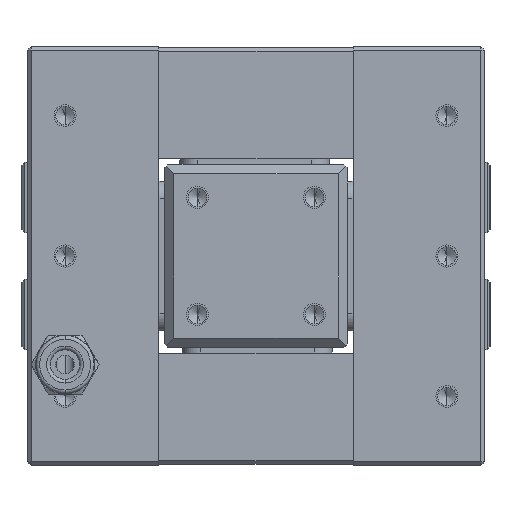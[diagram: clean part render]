
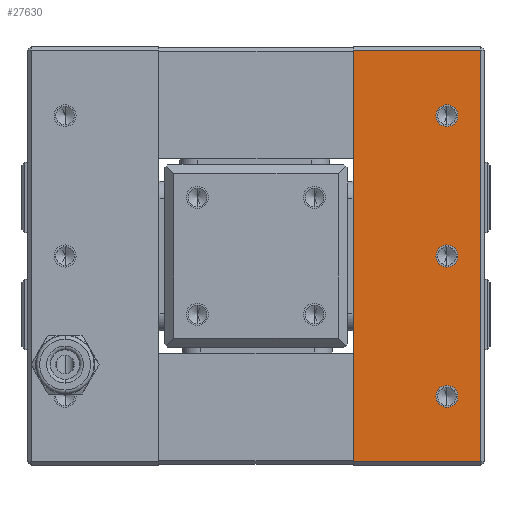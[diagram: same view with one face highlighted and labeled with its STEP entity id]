
A CAD part, left-side view. The second image highlights one B-rep face of the part: STEP entity #27630.
In plain terms, the highlighted face is planar.
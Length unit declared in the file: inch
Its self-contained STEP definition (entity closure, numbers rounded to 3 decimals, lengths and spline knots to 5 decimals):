
#229 = CARTESIAN_POINT ( 'NONE',  ( 1., 0., -1.1 ) ) ;
#293 = EDGE_CURVE ( 'NONE', #9277, #27894, #30120, .T. ) ;
#1244 = VECTOR ( 'NONE', #7995, 39.37008 ) ;
#2970 = ORIENTED_EDGE ( 'NONE', *, *, #28037, .F. ) ;
#3142 = EDGE_LOOP ( 'NONE', ( #10575, #17263, #19430, #4767 ) ) ;
#3375 = VERTEX_POINT ( 'NONE', #8877 ) ;
#3598 = AXIS2_PLACEMENT_3D ( 'NONE', #17219, #14769, #32645 ) ;
#3661 = CARTESIAN_POINT ( 'NONE',  ( 1., 0.73, -1.1 ) ) ;
#4159 = DIRECTION ( 'NONE',  ( 1., 0., 0. ) ) ;
#4500 = DIRECTION ( 'NONE',  ( 1., 0., 0. ) ) ;
#4544 = ORIENTED_EDGE ( 'NONE', *, *, #21281, .F. ) ;
#4767 = ORIENTED_EDGE ( 'NONE', *, *, #30886, .T. ) ;
#5291 = CARTESIAN_POINT ( 'NONE',  ( 1., 0.5, 0.05906 ) ) ;
#5529 = EDGE_LOOP ( 'NONE', ( #25306, #18786 ) ) ;
#6206 = CARTESIAN_POINT ( 'NONE',  ( 1., 0.5, -0.75 ) ) ;
#6264 = VERTEX_POINT ( 'NONE', #9718 ) ;
#6681 = CIRCLE ( 'NONE', #8614, 0.05906 ) ;
#6725 = AXIS2_PLACEMENT_3D ( 'NONE', #29934, #14614, #32481 ) ;
#7516 = AXIS2_PLACEMENT_3D ( 'NONE', #10254, #28077, #12792 ) ;
#7804 = EDGE_CURVE ( 'NONE', #6264, #3375, #6681, .T. ) ;
#7995 = DIRECTION ( 'NONE',  ( 0., 0., -1. ) ) ;
#8034 = LINE ( 'NONE', #17913, #1244 ) ;
#8614 = AXIS2_PLACEMENT_3D ( 'NONE', #19426, #4159, #21986 ) ;
#8756 = DIRECTION ( 'NONE',  ( 0., 0., -1. ) ) ;
#8877 = CARTESIAN_POINT ( 'NONE',  ( 1., 0.5, 0.69094 ) ) ;
#9277 = VERTEX_POINT ( 'NONE', #28365 ) ;
#9355 = FACE_OUTER_BOUND ( 'NONE', #3142, .T. ) ;
#9604 = CARTESIAN_POINT ( 'NONE',  ( 1., 0.5, -0.05906 ) ) ;
#9664 = VERTEX_POINT ( 'NONE', #9604 ) ;
#9718 = CARTESIAN_POINT ( 'NONE',  ( 1., 0.5, 0.80906 ) ) ;
#9737 = VECTOR ( 'NONE', #13709, 39.37008 ) ;
#9828 = VERTEX_POINT ( 'NONE', #27758 ) ;
#10254 = CARTESIAN_POINT ( 'NONE',  ( 1., 0.5, 0. ) ) ;
#10575 = ORIENTED_EDGE ( 'NONE', *, *, #293, .T. ) ;
#12792 = DIRECTION ( 'NONE',  ( 0., 0., -1. ) ) ;
#12952 = EDGE_CURVE ( 'NONE', #17354, #21506, #8034, .T. ) ;
#12993 = LINE ( 'NONE', #3661, #26586 ) ;
#13152 = ORIENTED_EDGE ( 'NONE', *, *, #22660, .F. ) ;
#13709 = DIRECTION ( 'NONE',  ( 0., 0., 1. ) ) ;
#14391 = DIRECTION ( 'NONE',  ( 1., 0., 0. ) ) ;
#14423 = CIRCLE ( 'NONE', #29533, 0.05906 ) ;
#14614 = DIRECTION ( 'NONE',  ( 1., 0., 0. ) ) ;
#14769 = DIRECTION ( 'NONE',  ( -1., 0., 0. ) ) ;
#14885 = AXIS2_PLACEMENT_3D ( 'NONE', #6206, #24027, #8756 ) ;
#15339 = DIRECTION ( 'NONE',  ( 0., -1., 0. ) ) ;
#16129 = FACE_BOUND ( 'NONE', #17792, .T. ) ;
#16173 = EDGE_CURVE ( 'NONE', #20257, #9664, #24263, .T. ) ;
#16912 = EDGE_CURVE ( 'NONE', #27894, #17354, #31446, .T. ) ;
#17219 = CARTESIAN_POINT ( 'NONE',  ( 1., 0.73, 1.12 ) ) ;
#17263 = ORIENTED_EDGE ( 'NONE', *, *, #16912, .T. ) ;
#17354 = VERTEX_POINT ( 'NONE', #26001 ) ;
#17392 = EDGE_LOOP ( 'NONE', ( #13152, #31143 ) ) ;
#17792 = EDGE_LOOP ( 'NONE', ( #2970, #4544 ) ) ;
#17913 = CARTESIAN_POINT ( 'NONE',  ( 1., 0., 1.12 ) ) ;
#18786 = ORIENTED_EDGE ( 'NONE', *, *, #7804, .F. ) ;
#19426 = CARTESIAN_POINT ( 'NONE',  ( 1., 0.5, 0.75 ) ) ;
#19430 = ORIENTED_EDGE ( 'NONE', *, *, #12952, .T. ) ;
#19764 = CARTESIAN_POINT ( 'NONE',  ( 1., 0.5, -0.75 ) ) ;
#20257 = VERTEX_POINT ( 'NONE', #5291 ) ;
#20883 = CARTESIAN_POINT ( 'NONE',  ( 1., 0.68, 1.1 ) ) ;
#21281 = EDGE_CURVE ( 'NONE', #26251, #9828, #14423, .T. ) ;
#21482 = DIRECTION ( 'NONE',  ( 0., 1., 0. ) ) ;
#21506 = VERTEX_POINT ( 'NONE', #229 ) ;
#21986 = DIRECTION ( 'NONE',  ( 0., 0., -1. ) ) ;
#22336 = DIRECTION ( 'NONE',  ( 0., 0., -1. ) ) ;
#22356 = PLANE ( 'NONE',  #3598 ) ;
#22660 = EDGE_CURVE ( 'NONE', #9664, #20257, #32007, .T. ) ;
#22906 = FACE_BOUND ( 'NONE', #17392, .T. ) ;
#23319 = CARTESIAN_POINT ( 'NONE',  ( 1., 0.5, -0.69094 ) ) ;
#23654 = CARTESIAN_POINT ( 'NONE',  ( 1., 0.68, 1.12 ) ) ;
#24027 = DIRECTION ( 'NONE',  ( 1., 0., 0. ) ) ;
#24133 = CIRCLE ( 'NONE', #6725, 0.05906 ) ;
#24263 = CIRCLE ( 'NONE', #24484, 0.05906 ) ;
#24484 = AXIS2_PLACEMENT_3D ( 'NONE', #29712, #14391, #32269 ) ;
#24596 = VECTOR ( 'NONE', #15339, 39.37008 ) ;
#25306 = ORIENTED_EDGE ( 'NONE', *, *, #32692, .F. ) ;
#26001 = CARTESIAN_POINT ( 'NONE',  ( 1., 0., 1.1 ) ) ;
#26251 = VERTEX_POINT ( 'NONE', #23319 ) ;
#26586 = VECTOR ( 'NONE', #21482, 39.37008 ) ;
#27630 = ADVANCED_FACE ( 'NONE', ( #29727, #22906, #16129, #9355 ), #22356, .F. ) ;
#27758 = CARTESIAN_POINT ( 'NONE',  ( 1., 0.5, -0.80906 ) ) ;
#27894 = VERTEX_POINT ( 'NONE', #20883 ) ;
#28037 = EDGE_CURVE ( 'NONE', #9828, #26251, #31317, .T. ) ;
#28077 = DIRECTION ( 'NONE',  ( 1., 0., 0. ) ) ;
#28365 = CARTESIAN_POINT ( 'NONE',  ( 1., 0.68, -1.1 ) ) ;
#29533 = AXIS2_PLACEMENT_3D ( 'NONE', #19764, #4500, #22336 ) ;
#29712 = CARTESIAN_POINT ( 'NONE',  ( 1., 0.5, 0. ) ) ;
#29727 = FACE_BOUND ( 'NONE', #5529, .T. ) ;
#29934 = CARTESIAN_POINT ( 'NONE',  ( 1., 0.5, 0.75 ) ) ;
#30120 = LINE ( 'NONE', #23654, #9737 ) ;
#30551 = CARTESIAN_POINT ( 'NONE',  ( 1., 0.73, 1.1 ) ) ;
#30886 = EDGE_CURVE ( 'NONE', #21506, #9277, #12993, .T. ) ;
#31143 = ORIENTED_EDGE ( 'NONE', *, *, #16173, .F. ) ;
#31317 = CIRCLE ( 'NONE', #14885, 0.05906 ) ;
#31446 = LINE ( 'NONE', #30551, #24596 ) ;
#32007 = CIRCLE ( 'NONE', #7516, 0.05906 ) ;
#32269 = DIRECTION ( 'NONE',  ( 0., 0., -1. ) ) ;
#32481 = DIRECTION ( 'NONE',  ( 0., 0., -1. ) ) ;
#32645 = DIRECTION ( 'NONE',  ( 0., 0., 1. ) ) ;
#32692 = EDGE_CURVE ( 'NONE', #3375, #6264, #24133, .T. ) ;
